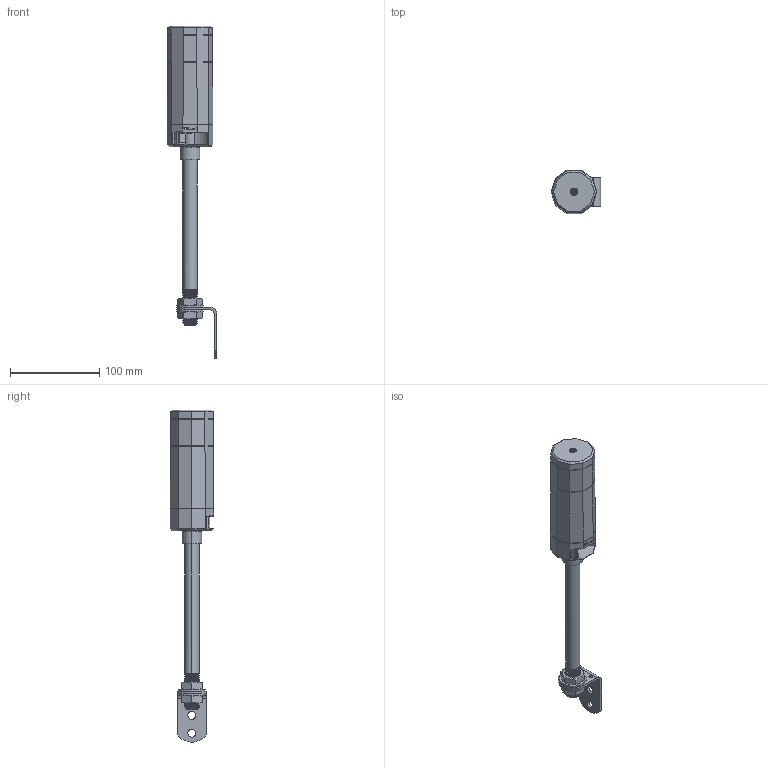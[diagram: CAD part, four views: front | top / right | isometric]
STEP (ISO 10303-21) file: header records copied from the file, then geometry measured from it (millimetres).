
FILE_DESCRIPTION((''),'2;1');
FILE_NAME('NLA50DC-1B2DZ SERIES.stp','2023-12-26T11:54:50',(''),(''),'Mechanical Desktop 2011','Mechanical Desktop 2011',', , ');
FILE_SCHEMA(('CONFIG_CONTROL_DESIGN'));
Length unit declared in the file: millimetre
Products named in the file (1): Product
Bounding box: 55.61 x 49.01 x 371.93 mm (x, y, z)
Volume: 277919.9 mm3; surface area: 70730.4 mm2
Topology: 18 solids, 18 shells, 448 faces, 1141 edges, 744 vertices
Faces by surface type: plane 256, cylinder 133, cone 26, bspline 21, torus 6, sphere 6
Entity records: 19587 total; most frequent: CARTESIAN_POINT 8782, ORIENTED_EDGE 2282, DIRECTION 2135, EDGE_CURVE 1141, VERTEX_POINT 744, AXIS2_PLACEMENT_3D 739, VECTOR 657, LINE 657
